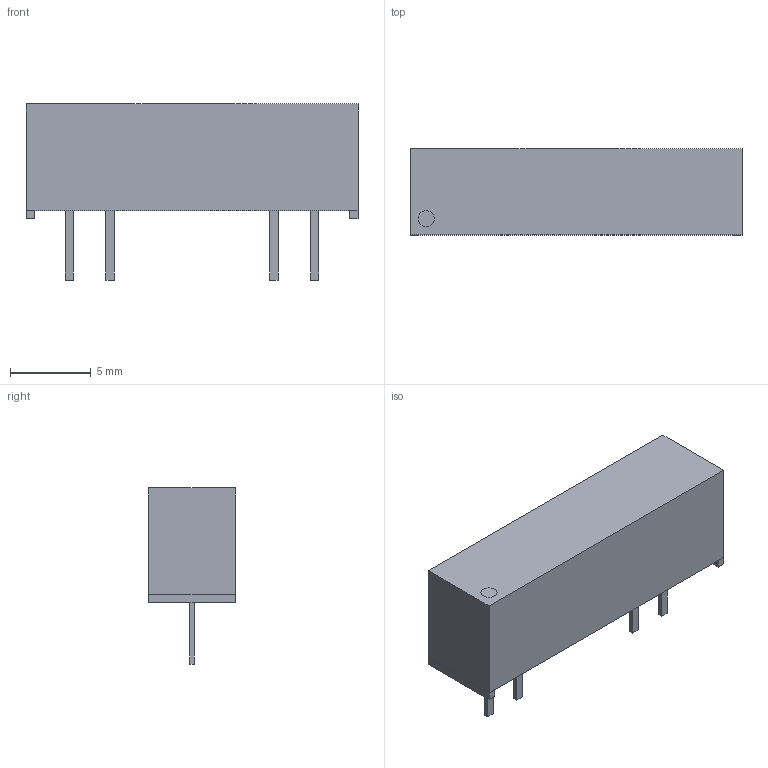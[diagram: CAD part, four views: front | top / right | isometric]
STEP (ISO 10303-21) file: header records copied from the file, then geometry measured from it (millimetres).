
FILE_DESCRIPTION((''),'2;1');
FILE_NAME('DATA-DELAY-DEVICES_1513.stp','2012-05-07T10:01:56',(''),(''),'Mechanical Desktop 2011','Mechanical Desktop 2011',', , ');
FILE_SCHEMA(('AUTOMOTIVE_DESIGN { 1 2 10303 214 1 1 1 1 }'));
Length unit declared in the file: millimetre
Products named in the file (1): Product
Bounding box: 20.57 x 5.33 x 10.91 mm (x, y, z)
Volume: 729.9 mm3; surface area: 613.3 mm2
Topology: 8 solids, 8 shells, 49 faces, 97 edges, 65 vertices
Faces by surface type: plane 45, cylinder 4
Entity records: 1304 total; most frequent: CARTESIAN_POINT 214, DIRECTION 204, ORIENTED_EDGE 192, EDGE_CURVE 96, VECTOR 88, LINE 88, VERTEX_POINT 64, AXIS2_PLACEMENT_3D 58
